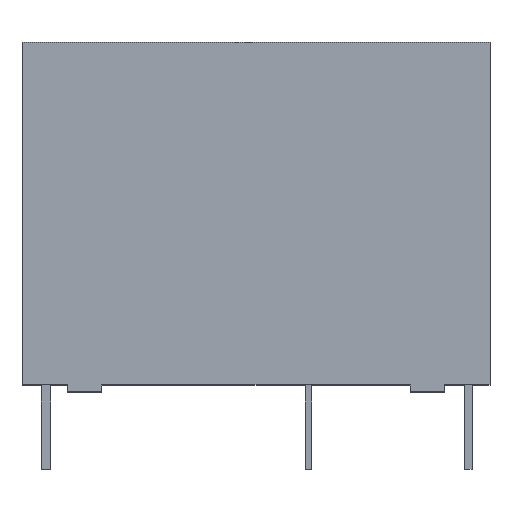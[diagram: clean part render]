
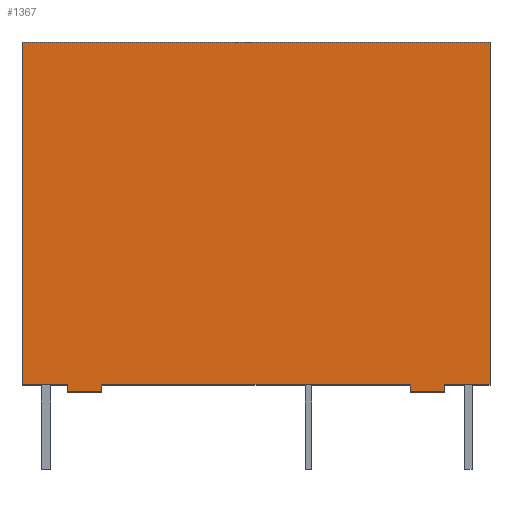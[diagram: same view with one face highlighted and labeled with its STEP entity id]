
A CAD part, top view. The second image highlights one B-rep face of the part: STEP entity #1367.
In plain terms, the highlighted planar face has unit normal (0, 0, 1).
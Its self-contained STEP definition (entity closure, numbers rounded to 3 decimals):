
#28 = EDGE_CURVE ( 'NONE', #1210, #834, #1743, .T. ) ;
#29 = ORIENTED_EDGE ( 'NONE', *, *, #501, .T. ) ;
#49 = ORIENTED_EDGE ( 'NONE', *, *, #938, .T. ) ;
#101 = CARTESIAN_POINT ( 'NONE',  ( -10.25, -7.35, 3.6 ) ) ;
#129 = DIRECTION ( 'NONE',  ( -1., 0., 0. ) ) ;
#210 = ORIENTED_EDGE ( 'NONE', *, *, #696, .T. ) ;
#234 = EDGE_CURVE ( 'NONE', #749, #1189, #1844, .T. ) ;
#257 = DIRECTION ( 'NONE',  ( 0., -1., 0. ) ) ;
#288 = VERTEX_POINT ( 'NONE', #1971 ) ;
#322 = CARTESIAN_POINT ( 'NONE',  ( 8.25, -7.65, 3.6 ) ) ;
#337 = ORIENTED_EDGE ( 'NONE', *, *, #353, .T. ) ;
#353 = EDGE_CURVE ( 'NONE', #750, #1210, #574, .T. ) ;
#382 = VERTEX_POINT ( 'NONE', #1822 ) ;
#448 = CARTESIAN_POINT ( 'NONE',  ( -6.75, -7.35, 3.6 ) ) ;
#449 = CARTESIAN_POINT ( 'NONE',  ( 10.25, 7.65, 3.6 ) ) ;
#452 = CARTESIAN_POINT ( 'NONE',  ( 0., 0., 3.6 ) ) ;
#501 = EDGE_CURVE ( 'NONE', #1189, #288, #1392, .T. ) ;
#504 = CARTESIAN_POINT ( 'NONE',  ( 8.25, -7.35, 3.6 ) ) ;
#546 = DIRECTION ( 'NONE',  ( 0., -1., 0. ) ) ;
#574 = LINE ( 'NONE', #1279, #930 ) ;
#588 = VERTEX_POINT ( 'NONE', #1907 ) ;
#606 = EDGE_CURVE ( 'NONE', #288, #998, #1708, .T. ) ;
#615 = CARTESIAN_POINT ( 'NONE',  ( 10.25, 7.65, 3.6 ) ) ;
#696 = EDGE_CURVE ( 'NONE', #1500, #750, #844, .T. ) ;
#699 = EDGE_LOOP ( 'NONE', ( #210, #337, #2013, #975, #832, #1962, #29, #916, #1499, #1002, #49, #1935 ) ) ;
#746 = CARTESIAN_POINT ( 'NONE',  ( -10.25, -7.35, 3.6 ) ) ;
#749 = VERTEX_POINT ( 'NONE', #1978 ) ;
#750 = VERTEX_POINT ( 'NONE', #1084 ) ;
#762 = VECTOR ( 'NONE', #1670, 1000. ) ;
#774 = EDGE_CURVE ( 'NONE', #834, #1802, #898, .T. ) ;
#780 = VECTOR ( 'NONE', #1842, 1000. ) ;
#786 = EDGE_CURVE ( 'NONE', #1994, #1500, #1112, .T. ) ;
#832 = ORIENTED_EDGE ( 'NONE', *, *, #1885, .T. ) ;
#834 = VERTEX_POINT ( 'NONE', #1780 ) ;
#844 = LINE ( 'NONE', #746, #1535 ) ;
#855 = EDGE_CURVE ( 'NONE', #588, #382, #1240, .T. ) ;
#898 = LINE ( 'NONE', #1632, #1173 ) ;
#916 = ORIENTED_EDGE ( 'NONE', *, *, #606, .T. ) ;
#926 = VECTOR ( 'NONE', #944, 1000. ) ;
#930 = VECTOR ( 'NONE', #257, 1000. ) ;
#938 = EDGE_CURVE ( 'NONE', #382, #1994, #1681, .T. ) ;
#944 = DIRECTION ( 'NONE',  ( -1., 0., 0. ) ) ;
#956 = LINE ( 'NONE', #448, #762 ) ;
#975 = ORIENTED_EDGE ( 'NONE', *, *, #774, .T. ) ;
#998 = VERTEX_POINT ( 'NONE', #1511 ) ;
#1002 = ORIENTED_EDGE ( 'NONE', *, *, #855, .T. ) ;
#1045 = VECTOR ( 'NONE', #2040, 1000. ) ;
#1084 = CARTESIAN_POINT ( 'NONE',  ( -8.25, -7.35, 3.6 ) ) ;
#1112 = LINE ( 'NONE', #2158, #1142 ) ;
#1135 = CARTESIAN_POINT ( 'NONE',  ( -8.25, -7.65, 3.6 ) ) ;
#1142 = VECTOR ( 'NONE', #546, 1000. ) ;
#1173 = VECTOR ( 'NONE', #1430, 1000. ) ;
#1189 = VERTEX_POINT ( 'NONE', #1426 ) ;
#1210 = VERTEX_POINT ( 'NONE', #1927 ) ;
#1240 = LINE ( 'NONE', #615, #780 ) ;
#1279 = CARTESIAN_POINT ( 'NONE',  ( -8.25, -7.35, 3.6 ) ) ;
#1326 = CARTESIAN_POINT ( 'NONE',  ( -10.25, 7.65, 3.6 ) ) ;
#1367 = ADVANCED_FACE ( 'NONE', ( #1417 ), #1431, .F. ) ;
#1392 = LINE ( 'NONE', #322, #1679 ) ;
#1417 = FACE_OUTER_BOUND ( 'NONE', #699, .T. ) ;
#1426 = CARTESIAN_POINT ( 'NONE',  ( 6.75, -7.65, 3.6 ) ) ;
#1430 = DIRECTION ( 'NONE',  ( 0., 1., 0. ) ) ;
#1431 = PLANE ( 'NONE',  #1724 ) ;
#1487 = VECTOR ( 'NONE', #1622, 1000. ) ;
#1499 = ORIENTED_EDGE ( 'NONE', *, *, #1760, .T. ) ;
#1500 = VERTEX_POINT ( 'NONE', #101 ) ;
#1502 = LINE ( 'NONE', #1821, #2214 ) ;
#1511 = CARTESIAN_POINT ( 'NONE',  ( 8.25, -7.35, 3.6 ) ) ;
#1512 = VECTOR ( 'NONE', #2079, 1000. ) ;
#1535 = VECTOR ( 'NONE', #1794, 1000. ) ;
#1622 = DIRECTION ( 'NONE',  ( 0., -1., 0. ) ) ;
#1632 = CARTESIAN_POINT ( 'NONE',  ( -6.75, -7.65, 3.6 ) ) ;
#1647 = CARTESIAN_POINT ( 'NONE',  ( -6.75, -7.35, 3.6 ) ) ;
#1654 = DIRECTION ( 'NONE',  ( 1., 0., 0. ) ) ;
#1670 = DIRECTION ( 'NONE',  ( 1., 0., 0. ) ) ;
#1679 = VECTOR ( 'NONE', #2228, 1000. ) ;
#1681 = LINE ( 'NONE', #449, #926 ) ;
#1682 = DIRECTION ( 'NONE',  ( 0., 0., -1. ) ) ;
#1708 = LINE ( 'NONE', #504, #1512 ) ;
#1724 = AXIS2_PLACEMENT_3D ( 'NONE', #452, #1682, #129 ) ;
#1743 = LINE ( 'NONE', #1135, #1045 ) ;
#1760 = EDGE_CURVE ( 'NONE', #998, #588, #1502, .T. ) ;
#1780 = CARTESIAN_POINT ( 'NONE',  ( -6.75, -7.65, 3.6 ) ) ;
#1794 = DIRECTION ( 'NONE',  ( 1., 0., 0. ) ) ;
#1802 = VERTEX_POINT ( 'NONE', #1647 ) ;
#1821 = CARTESIAN_POINT ( 'NONE',  ( 10.25, -7.35, 3.6 ) ) ;
#1822 = CARTESIAN_POINT ( 'NONE',  ( 10.25, 7.65, 3.6 ) ) ;
#1842 = DIRECTION ( 'NONE',  ( 0., 1., 0. ) ) ;
#1844 = LINE ( 'NONE', #1977, #1487 ) ;
#1885 = EDGE_CURVE ( 'NONE', #1802, #749, #956, .T. ) ;
#1907 = CARTESIAN_POINT ( 'NONE',  ( 10.25, -7.35, 3.6 ) ) ;
#1927 = CARTESIAN_POINT ( 'NONE',  ( -8.25, -7.65, 3.6 ) ) ;
#1935 = ORIENTED_EDGE ( 'NONE', *, *, #786, .T. ) ;
#1962 = ORIENTED_EDGE ( 'NONE', *, *, #234, .T. ) ;
#1971 = CARTESIAN_POINT ( 'NONE',  ( 8.25, -7.65, 3.6 ) ) ;
#1977 = CARTESIAN_POINT ( 'NONE',  ( 6.75, -7.65, 3.6 ) ) ;
#1978 = CARTESIAN_POINT ( 'NONE',  ( 6.75, -7.35, 3.6 ) ) ;
#1994 = VERTEX_POINT ( 'NONE', #1326 ) ;
#2013 = ORIENTED_EDGE ( 'NONE', *, *, #28, .T. ) ;
#2040 = DIRECTION ( 'NONE',  ( 1., 0., 0. ) ) ;
#2079 = DIRECTION ( 'NONE',  ( 0., 1., 0. ) ) ;
#2158 = CARTESIAN_POINT ( 'NONE',  ( -10.25, 7.65, 3.6 ) ) ;
#2214 = VECTOR ( 'NONE', #1654, 1000. ) ;
#2228 = DIRECTION ( 'NONE',  ( 1., 0., 0. ) ) ;
